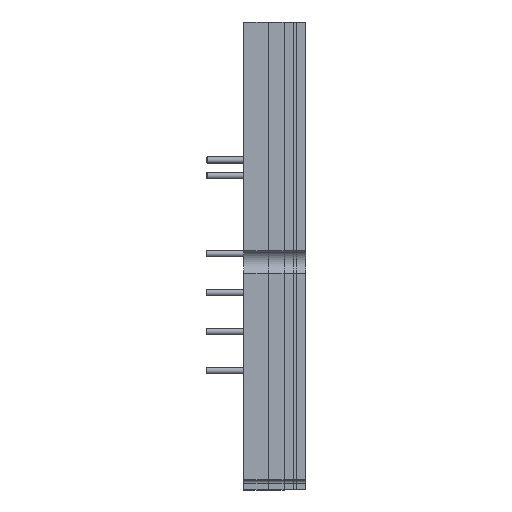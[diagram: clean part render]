
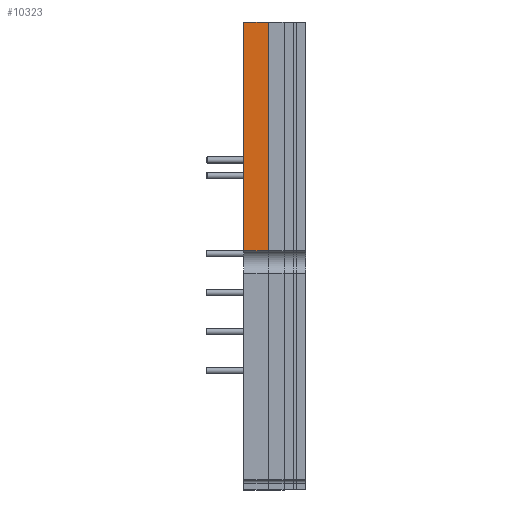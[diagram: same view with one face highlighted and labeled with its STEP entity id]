
A CAD part, left-side view. The second image highlights one B-rep face of the part: STEP entity #10323.
In plain terms, the highlighted planar face has unit normal (-1, 0, 0).
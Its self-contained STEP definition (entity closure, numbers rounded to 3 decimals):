
#481 = DIRECTION ( 'NONE',  ( 0., -1., 0. ) ) ;
#1287 = VERTEX_POINT ( 'NONE', #9980 ) ;
#1361 = LINE ( 'NONE', #8051, #9417 ) ;
#2050 = DIRECTION ( 'NONE',  ( 0., 0., 1. ) ) ;
#2197 = CARTESIAN_POINT ( 'NONE',  ( -277., 16., 148.5 ) ) ;
#2404 = CARTESIAN_POINT ( 'NONE',  ( -277., 16., 1.916 ) ) ;
#2625 = LINE ( 'NONE', #5241, #9551 ) ;
#2666 = VECTOR ( 'NONE', #481, 1000. ) ;
#2992 = DIRECTION ( 'NONE',  ( 0., 0., -1. ) ) ;
#3131 = EDGE_CURVE ( 'NONE', #6190, #10586, #3943, .T. ) ;
#3801 = CARTESIAN_POINT ( 'NONE',  ( -277., 0., 1.916 ) ) ;
#3844 = DIRECTION ( 'NONE',  ( 1., 0., 0. ) ) ;
#3943 = LINE ( 'NONE', #3801, #2666 ) ;
#4006 = VECTOR ( 'NONE', #2050, 1000. ) ;
#4514 = ORIENTED_EDGE ( 'NONE', *, *, #4593, .T. ) ;
#4593 = EDGE_CURVE ( 'NONE', #10586, #5470, #1361, .T. ) ;
#4731 = CARTESIAN_POINT ( 'NONE',  ( -277., 0., 1.916 ) ) ;
#4898 = AXIS2_PLACEMENT_3D ( 'NONE', #2197, #3844, #2992 ) ;
#5241 = CARTESIAN_POINT ( 'NONE',  ( -277., 16., 148.5 ) ) ;
#5470 = VERTEX_POINT ( 'NONE', #10287 ) ;
#5877 = FACE_OUTER_BOUND ( 'NONE', #9825, .T. ) ;
#6115 = ORIENTED_EDGE ( 'NONE', *, *, #8534, .F. ) ;
#6132 = CARTESIAN_POINT ( 'NONE',  ( -277., 16., 148.5 ) ) ;
#6190 = VERTEX_POINT ( 'NONE', #2404 ) ;
#6374 = DIRECTION ( 'NONE',  ( 0., 0., 1. ) ) ;
#7815 = EDGE_CURVE ( 'NONE', #1287, #5470, #2625, .T. ) ;
#7998 = ORIENTED_EDGE ( 'NONE', *, *, #7815, .F. ) ;
#8051 = CARTESIAN_POINT ( 'NONE',  ( -277., 0., 148.5 ) ) ;
#8534 = EDGE_CURVE ( 'NONE', #6190, #1287, #10410, .T. ) ;
#9298 = DIRECTION ( 'NONE',  ( 0., -1., 0. ) ) ;
#9417 = VECTOR ( 'NONE', #6374, 1000. ) ;
#9507 = PLANE ( 'NONE',  #4898 ) ;
#9551 = VECTOR ( 'NONE', #9298, 1000. ) ;
#9825 = EDGE_LOOP ( 'NONE', ( #6115, #9873, #4514, #7998 ) ) ;
#9873 = ORIENTED_EDGE ( 'NONE', *, *, #3131, .T. ) ;
#9980 = CARTESIAN_POINT ( 'NONE',  ( -277., 16., 148.5 ) ) ;
#10287 = CARTESIAN_POINT ( 'NONE',  ( -277., 0., 148.5 ) ) ;
#10323 = ADVANCED_FACE ( 'NONE', ( #5877 ), #9507, .F. ) ;
#10410 = LINE ( 'NONE', #6132, #4006 ) ;
#10586 = VERTEX_POINT ( 'NONE', #4731 ) ;
